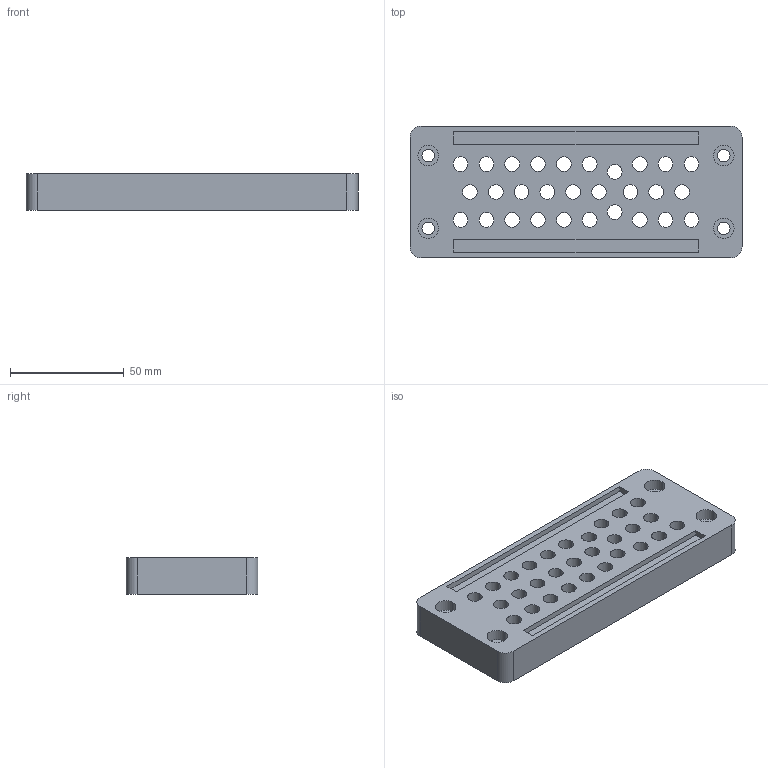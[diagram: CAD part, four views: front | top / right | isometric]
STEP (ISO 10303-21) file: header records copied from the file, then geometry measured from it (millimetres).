
FILE_DESCRIPTION(('STEP AP242'),'1');
FILE_NAME('nsytsa2429se.stp','2021-09-26T12:41:15',('TraceParts'),('TraceParts S.A.'),'Spatial InterOp 3D',' ',' ');
FILE_SCHEMA(('AP242_MANAGED_MODEL_BASED_3D_ENGINEERING_MIM_LF {1 0 10303 442 1 1 4}'));
Length unit declared in the file: millimetre
Products named in the file (1): nsytsa2429se
Bounding box: 146 x 58 x 16 mm (x, y, z)
Volume: 114366.2 mm3; surface area: 33101.8 mm2
Topology: 1 solids, 1 shells, 98 faces, 270 edges, 180 vertices
Faces by surface type: cylinder 78, plane 20
Entity records: 3357 total; most frequent: DIRECTION 624, CARTESIAN_POINT 549, ORIENTED_EDGE 540, EDGE_CURVE 270, AXIS2_PLACEMENT_3D 255, VERTEX_POINT 180, EDGE_LOOP 170, CIRCLE 156
